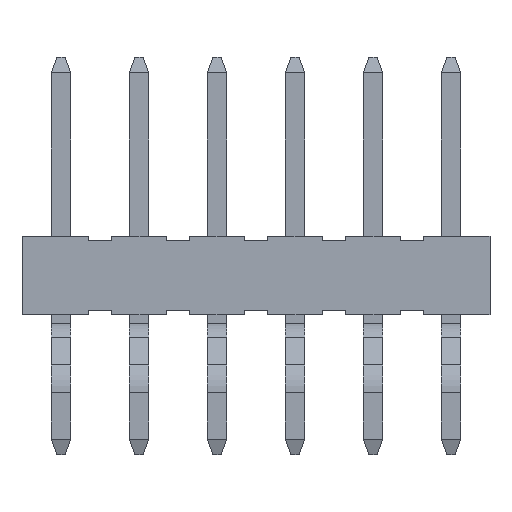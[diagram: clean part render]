
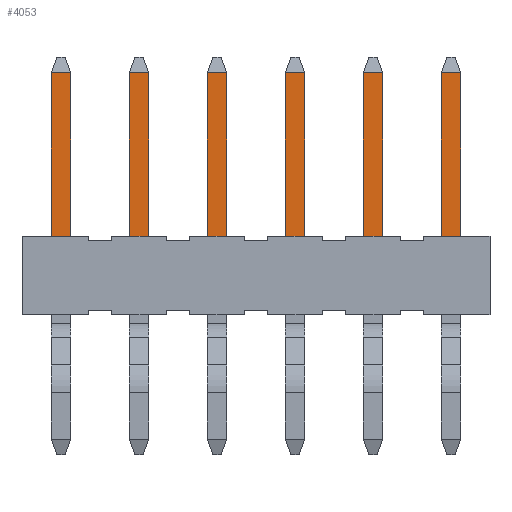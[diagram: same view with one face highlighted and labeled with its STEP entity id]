
A CAD part, front view. The second image highlights one B-rep face of the part: STEP entity #4053.
In plain terms, the highlighted face is planar.
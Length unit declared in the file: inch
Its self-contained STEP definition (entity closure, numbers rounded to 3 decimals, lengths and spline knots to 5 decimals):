
#540=ORIENTED_EDGE('',*,*,#1512,.F.);
#541=ORIENTED_EDGE('',*,*,#1513,.F.);
#542=ORIENTED_EDGE('',*,*,#1514,.T.);
#543=ORIENTED_EDGE('',*,*,#1515,.T.);
#544=ORIENTED_EDGE('',*,*,#1516,.T.);
#545=ORIENTED_EDGE('',*,*,#1517,.T.);
#546=ORIENTED_EDGE('',*,*,#1518,.T.);
#547=ORIENTED_EDGE('',*,*,#1519,.T.);
#548=ORIENTED_EDGE('',*,*,#1520,.T.);
#549=ORIENTED_EDGE('',*,*,#1521,.T.);
#550=ORIENTED_EDGE('',*,*,#1522,.T.);
#551=ORIENTED_EDGE('',*,*,#1523,.T.);
#552=ORIENTED_EDGE('',*,*,#1524,.T.);
#553=ORIENTED_EDGE('',*,*,#1525,.T.);
#554=ORIENTED_EDGE('',*,*,#1526,.T.);
#555=ORIENTED_EDGE('',*,*,#1527,.T.);
#556=ORIENTED_EDGE('',*,*,#1528,.T.);
#557=ORIENTED_EDGE('',*,*,#1529,.T.);
#558=ORIENTED_EDGE('',*,*,#1530,.T.);
#559=ORIENTED_EDGE('',*,*,#1531,.T.);
#560=ORIENTED_EDGE('',*,*,#1532,.T.);
#561=ORIENTED_EDGE('',*,*,#1533,.T.);
#562=ORIENTED_EDGE('',*,*,#1534,.T.);
#563=ORIENTED_EDGE('',*,*,#1535,.T.);
#1512=EDGE_CURVE('',#2032,#2033,#2476,.T.);
#1513=EDGE_CURVE('',#2034,#2032,#2477,.T.);
#1514=EDGE_CURVE('',#2034,#2035,#2478,.T.);
#1515=EDGE_CURVE('',#2035,#2036,#2479,.T.);
#1516=EDGE_CURVE('',#2036,#2037,#2480,.T.);
#1517=EDGE_CURVE('',#2037,#2038,#2481,.T.);
#1518=EDGE_CURVE('',#2038,#2039,#2482,.T.);
#1519=EDGE_CURVE('',#2039,#2040,#2483,.T.);
#1520=EDGE_CURVE('',#2040,#2041,#2484,.T.);
#1521=EDGE_CURVE('',#2041,#2042,#2485,.T.);
#1522=EDGE_CURVE('',#2042,#2043,#2486,.T.);
#1523=EDGE_CURVE('',#2043,#2044,#2487,.T.);
#1524=EDGE_CURVE('',#2044,#2045,#2488,.T.);
#1525=EDGE_CURVE('',#2045,#2046,#2489,.T.);
#1526=EDGE_CURVE('',#2046,#2047,#2490,.T.);
#1527=EDGE_CURVE('',#2047,#2048,#2491,.T.);
#1528=EDGE_CURVE('',#2048,#2049,#2492,.T.);
#1529=EDGE_CURVE('',#2049,#2050,#2493,.T.);
#1530=EDGE_CURVE('',#2050,#2051,#2494,.T.);
#1531=EDGE_CURVE('',#2051,#2052,#2495,.T.);
#1532=EDGE_CURVE('',#2052,#2053,#2496,.T.);
#1533=EDGE_CURVE('',#2053,#2054,#2497,.T.);
#1534=EDGE_CURVE('',#2054,#2055,#2498,.T.);
#1535=EDGE_CURVE('',#2055,#2033,#2499,.T.);
#2032=VERTEX_POINT('',#6051);
#2033=VERTEX_POINT('',#6052);
#2034=VERTEX_POINT('',#6054);
#2035=VERTEX_POINT('',#6056);
#2036=VERTEX_POINT('',#6058);
#2037=VERTEX_POINT('',#6060);
#2038=VERTEX_POINT('',#6062);
#2039=VERTEX_POINT('',#6064);
#2040=VERTEX_POINT('',#6066);
#2041=VERTEX_POINT('',#6068);
#2042=VERTEX_POINT('',#6070);
#2043=VERTEX_POINT('',#6072);
#2044=VERTEX_POINT('',#6074);
#2045=VERTEX_POINT('',#6076);
#2046=VERTEX_POINT('',#6078);
#2047=VERTEX_POINT('',#6080);
#2048=VERTEX_POINT('',#6082);
#2049=VERTEX_POINT('',#6084);
#2050=VERTEX_POINT('',#6086);
#2051=VERTEX_POINT('',#6088);
#2052=VERTEX_POINT('',#6090);
#2053=VERTEX_POINT('',#6092);
#2054=VERTEX_POINT('',#6094);
#2055=VERTEX_POINT('',#6096);
#2476=LINE('',#6050,#3016);
#2477=LINE('',#6053,#3017);
#2478=LINE('',#6055,#3018);
#2479=LINE('',#6057,#3019);
#2480=LINE('',#6059,#3020);
#2481=LINE('',#6061,#3021);
#2482=LINE('',#6063,#3022);
#2483=LINE('',#6065,#3023);
#2484=LINE('',#6067,#3024);
#2485=LINE('',#6069,#3025);
#2486=LINE('',#6071,#3026);
#2487=LINE('',#6073,#3027);
#2488=LINE('',#6075,#3028);
#2489=LINE('',#6077,#3029);
#2490=LINE('',#6079,#3030);
#2491=LINE('',#6081,#3031);
#2492=LINE('',#6083,#3032);
#2493=LINE('',#6085,#3033);
#2494=LINE('',#6087,#3034);
#2495=LINE('',#6089,#3035);
#2496=LINE('',#6091,#3036);
#2497=LINE('',#6093,#3037);
#2498=LINE('',#6095,#3038);
#2499=LINE('',#6097,#3039);
#3016=VECTOR('',#4884,39.37008);
#3017=VECTOR('',#4885,39.37008);
#3018=VECTOR('',#4886,39.37008);
#3019=VECTOR('',#4887,39.37008);
#3020=VECTOR('',#4888,39.37008);
#3021=VECTOR('',#4889,39.37008);
#3022=VECTOR('',#4890,39.37008);
#3023=VECTOR('',#4891,39.37008);
#3024=VECTOR('',#4892,39.37008);
#3025=VECTOR('',#4893,39.37008);
#3026=VECTOR('',#4894,39.37008);
#3027=VECTOR('',#4895,39.37008);
#3028=VECTOR('',#4896,39.37008);
#3029=VECTOR('',#4897,39.37008);
#3030=VECTOR('',#4898,39.37008);
#3031=VECTOR('',#4899,39.37008);
#3032=VECTOR('',#4900,39.37008);
#3033=VECTOR('',#4901,39.37008);
#3034=VECTOR('',#4902,39.37008);
#3035=VECTOR('',#4903,39.37008);
#3036=VECTOR('',#4904,39.37008);
#3037=VECTOR('',#4905,39.37008);
#3038=VECTOR('',#4906,39.37008);
#3039=VECTOR('',#4907,39.37008);
#3411=EDGE_LOOP('',(#540,#541,#542,#543,#544,#545,#546,#547,#548,#549,#550,
#551,#552,#553,#554,#555,#556,#557,#558,#559,#560,#561,#562,#563));
#3641=FACE_BOUND('',#3411,.T.);
#3859=PLANE('',#4311);
#4053=ADVANCED_FACE('',(#3641),#3859,.F.);
#4311=AXIS2_PLACEMENT_3D('',#6049,#4882,#4883);
#4882=DIRECTION('',(0.,0.,-1.));
#4883=DIRECTION('',(-1.,0.,0.));
#4884=DIRECTION('',(-1.,0.,0.));
#4885=DIRECTION('',(0.,-1.,0.));
#4886=DIRECTION('',(-1.,0.,0.));
#4887=DIRECTION('',(0.,-1.,0.));
#4888=DIRECTION('',(-1.,0.,0.));
#4889=DIRECTION('',(0.,1.,0.));
#4890=DIRECTION('',(-1.,0.,0.));
#4891=DIRECTION('',(0.,-1.,0.));
#4892=DIRECTION('',(-1.,0.,0.));
#4893=DIRECTION('',(0.,1.,0.));
#4894=DIRECTION('',(-1.,0.,0.));
#4895=DIRECTION('',(0.,-1.,0.));
#4896=DIRECTION('',(-1.,0.,0.));
#4897=DIRECTION('',(0.,1.,0.));
#4898=DIRECTION('',(-1.,0.,0.));
#4899=DIRECTION('',(0.,-1.,0.));
#4900=DIRECTION('',(-1.,0.,0.));
#4901=DIRECTION('',(0.,1.,0.));
#4902=DIRECTION('',(-1.,0.,0.));
#4903=DIRECTION('',(0.,-1.,0.));
#4904=DIRECTION('',(-1.,0.,0.));
#4905=DIRECTION('',(0.,1.,0.));
#4906=DIRECTION('',(-1.,0.,0.));
#4907=DIRECTION('',(0.,-1.,0.));
#6049=CARTESIAN_POINT('',(0.2625,0.49,-0.0575));
#6050=CARTESIAN_POINT('',(0.2625,0.23,-0.0575));
#6051=CARTESIAN_POINT('',(0.2625,0.23,-0.0575));
#6052=CARTESIAN_POINT('',(-0.2625,0.23,-0.0575));
#6053=CARTESIAN_POINT('',(0.2625,0.49,-0.0575));
#6054=CARTESIAN_POINT('',(0.2625,0.49,-0.0575));
#6055=CARTESIAN_POINT('',(0.2625,0.49,-0.0575));
#6056=CARTESIAN_POINT('',(0.2375,0.49,-0.0575));
#6057=CARTESIAN_POINT('',(0.2375,0.49,-0.0575));
#6058=CARTESIAN_POINT('',(0.2375,0.235,-0.0575));
#6059=CARTESIAN_POINT('',(0.2625,0.235,-0.0575));
#6060=CARTESIAN_POINT('',(0.1625,0.235,-0.0575));
#6061=CARTESIAN_POINT('',(0.1625,0.49,-0.0575));
#6062=CARTESIAN_POINT('',(0.1625,0.49,-0.0575));
#6063=CARTESIAN_POINT('',(0.2625,0.49,-0.0575));
#6064=CARTESIAN_POINT('',(0.1375,0.49,-0.0575));
#6065=CARTESIAN_POINT('',(0.1375,0.49,-0.0575));
#6066=CARTESIAN_POINT('',(0.1375,0.235,-0.0575));
#6067=CARTESIAN_POINT('',(0.2625,0.235,-0.0575));
#6068=CARTESIAN_POINT('',(0.0625,0.235,-0.0575));
#6069=CARTESIAN_POINT('',(0.0625,0.49,-0.0575));
#6070=CARTESIAN_POINT('',(0.0625,0.49,-0.0575));
#6071=CARTESIAN_POINT('',(0.2625,0.49,-0.0575));
#6072=CARTESIAN_POINT('',(0.0375,0.49,-0.0575));
#6073=CARTESIAN_POINT('',(0.0375,0.49,-0.0575));
#6074=CARTESIAN_POINT('',(0.0375,0.235,-0.0575));
#6075=CARTESIAN_POINT('',(0.2625,0.235,-0.0575));
#6076=CARTESIAN_POINT('',(-0.0375,0.235,-0.0575));
#6077=CARTESIAN_POINT('',(-0.0375,0.49,-0.0575));
#6078=CARTESIAN_POINT('',(-0.0375,0.49,-0.0575));
#6079=CARTESIAN_POINT('',(0.2625,0.49,-0.0575));
#6080=CARTESIAN_POINT('',(-0.0625,0.49,-0.0575));
#6081=CARTESIAN_POINT('',(-0.0625,0.49,-0.0575));
#6082=CARTESIAN_POINT('',(-0.0625,0.235,-0.0575));
#6083=CARTESIAN_POINT('',(0.2625,0.235,-0.0575));
#6084=CARTESIAN_POINT('',(-0.1375,0.235,-0.0575));
#6085=CARTESIAN_POINT('',(-0.1375,0.49,-0.0575));
#6086=CARTESIAN_POINT('',(-0.1375,0.49,-0.0575));
#6087=CARTESIAN_POINT('',(0.2625,0.49,-0.0575));
#6088=CARTESIAN_POINT('',(-0.1625,0.49,-0.0575));
#6089=CARTESIAN_POINT('',(-0.1625,0.49,-0.0575));
#6090=CARTESIAN_POINT('',(-0.1625,0.235,-0.0575));
#6091=CARTESIAN_POINT('',(0.2625,0.235,-0.0575));
#6092=CARTESIAN_POINT('',(-0.2375,0.235,-0.0575));
#6093=CARTESIAN_POINT('',(-0.2375,0.49,-0.0575));
#6094=CARTESIAN_POINT('',(-0.2375,0.49,-0.0575));
#6095=CARTESIAN_POINT('',(0.2625,0.49,-0.0575));
#6096=CARTESIAN_POINT('',(-0.2625,0.49,-0.0575));
#6097=CARTESIAN_POINT('',(-0.2625,0.49,-0.0575));
